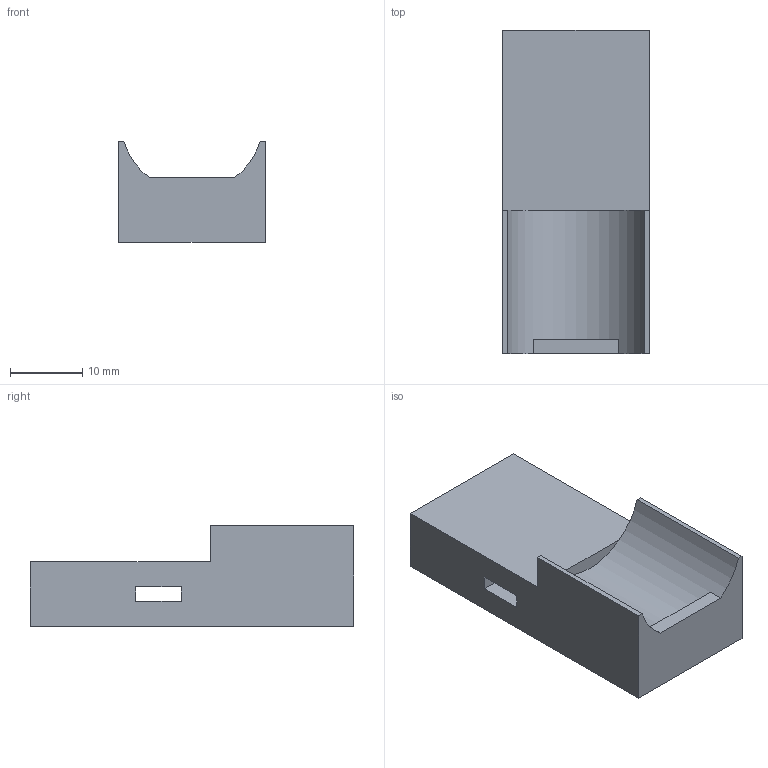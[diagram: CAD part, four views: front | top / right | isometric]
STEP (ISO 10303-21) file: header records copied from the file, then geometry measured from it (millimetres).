
FILE_DESCRIPTION(/* description */ (''),/* implementation_level */ '2;1');
FILE_NAME(/* name */ '22mm motor mount v1.step',/* time_stamp */ '2022-08-05T19:34:34-04:00',/* author */ (''),/* organization */ (''),/* preprocessor_version */ 'ST-DEVELOPER v19',/* originating_system */ 'Autodesk Translation Framework v11.7.0.108',/* authorisation */ '');
FILE_SCHEMA (('AUTOMOTIVE_DESIGN { 1 0 10303 214 3 1 1 }'));
Length unit declared in the file: inch
Products named in the file (1): 22mm motor mount
Bounding box: 20.32 x 44.88 x 14 mm (x, y, z)
Volume: 7941.4 mm3; surface area: 3860.8 mm2
Topology: 1 solids, 1 shells, 24 faces, 55 edges, 36 vertices
Faces by surface type: plane 20, cylinder 4
Full cylindrical faces by diameter (mm): 3 x3
Entity records: 714 total; most frequent: DIRECTION 117, CARTESIAN_POINT 116, ORIENTED_EDGE 110, EDGE_CURVE 55, LINE 43, VECTOR 43, AXIS2_PLACEMENT_3D 37, VERTEX_POINT 36
